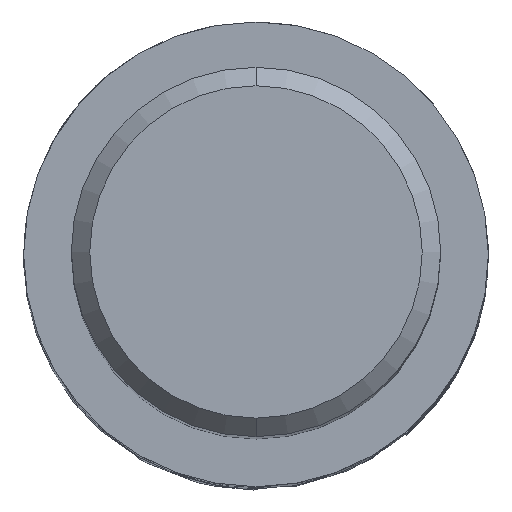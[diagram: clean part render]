
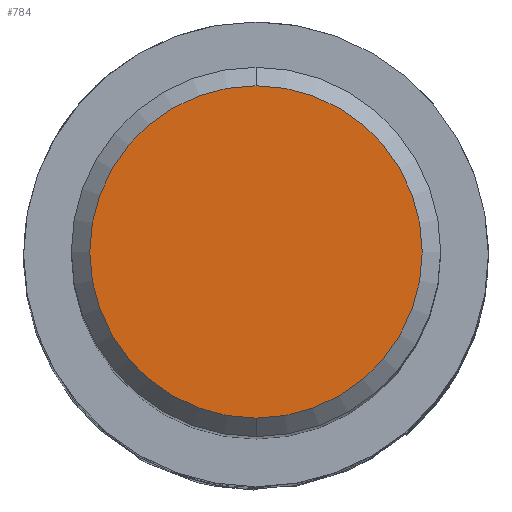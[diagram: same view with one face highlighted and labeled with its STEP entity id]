
A CAD part, top view. The second image highlights one B-rep face of the part: STEP entity #784.
In plain terms, the highlighted planar face has unit normal (0, 0, 1).
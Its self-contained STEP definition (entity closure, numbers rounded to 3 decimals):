
#518=VERTEX_POINT('',#1095);
#546=EDGE_CURVE('',#632,#518,#1125,.T.);
#632=VERTEX_POINT('',#1217);
#730=EDGE_CURVE('',#518,#632,#1327,.T.);
#784=ADVANCED_FACE('',(#1384),#1385,.T.);
#1095=CARTESIAN_POINT('',(0.0,5.4,0.0));
#1125=CIRCLE('',#3459,5.4);
#1217=CARTESIAN_POINT('',(0.,-5.4,0.0));
#1327=CIRCLE('',#5536,5.4);
#1384=FACE_OUTER_BOUND('',#5665,.T.);
#1385=PLANE('',#5666);
#3459=AXIS2_PLACEMENT_3D('',#6154,#6155,#6156);
#5536=AXIS2_PLACEMENT_3D('',#6358,#6359,#6360);
#5665=EDGE_LOOP('',(#6406,#6407));
#5666=AXIS2_PLACEMENT_3D('',#6408,#6409,#6410);
#6154=CARTESIAN_POINT('',(0.0,0.0,0.0));
#6155=DIRECTION('',(0.0,0.0,-1.0));
#6156=DIRECTION('',(0.0,1.0,0.0));
#6358=CARTESIAN_POINT('',(0.0,0.0,0.0));
#6359=DIRECTION('',(0.0,0.0,-1.0));
#6360=DIRECTION('',(0.0,1.0,0.0));
#6406=ORIENTED_EDGE('',*,*,#730,.F.);
#6407=ORIENTED_EDGE('',*,*,#546,.F.);
#6408=CARTESIAN_POINT('',(0.0,2.7,0.0));
#6409=DIRECTION('',(-0.0,0.0,1.0));
#6410=DIRECTION('',(0.0,-1.0,0.0));
